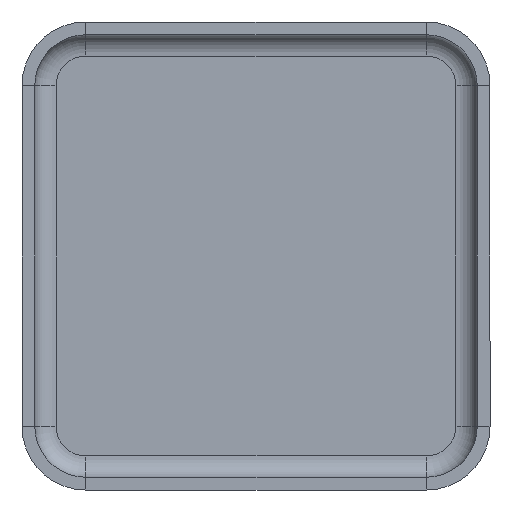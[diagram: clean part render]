
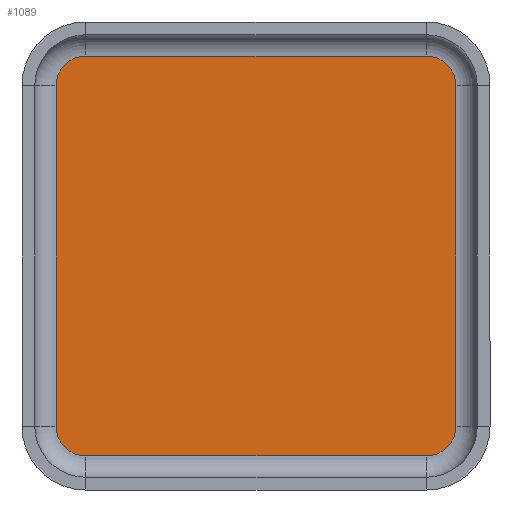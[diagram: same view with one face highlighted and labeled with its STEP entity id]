
A CAD part, front view. The second image highlights one B-rep face of the part: STEP entity #1089.
In plain terms, the highlighted planar face has unit normal (0, -1, 0).
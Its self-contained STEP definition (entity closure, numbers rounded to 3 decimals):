
#2 = CARTESIAN_POINT ( 'NONE',  ( -4.7, -0.3, -4. ) ) ;
#38 = CARTESIAN_POINT ( 'NONE',  ( 4.7, -0.3, -4. ) ) ;
#51 = EDGE_LOOP ( 'NONE', ( #1016, #310, #1100, #99, #686, #1113, #146, #568 ) ) ;
#63 = EDGE_CURVE ( 'NONE', #810, #1060, #503, .T. ) ;
#79 = DIRECTION ( 'NONE',  ( 0., 0., 1. ) ) ;
#80 = LINE ( 'NONE', #958, #434 ) ;
#83 = CARTESIAN_POINT ( 'NONE',  ( 4.7, -0.3, 4. ) ) ;
#95 = CARTESIAN_POINT ( 'NONE',  ( 4., -0.3, -4.7 ) ) ;
#99 = ORIENTED_EDGE ( 'NONE', *, *, #1106, .F. ) ;
#117 = AXIS2_PLACEMENT_3D ( 'NONE', #1176, #177, #79 ) ;
#134 = CARTESIAN_POINT ( 'NONE',  ( 4., -0.3, 4.7 ) ) ;
#135 = DIRECTION ( 'NONE',  ( 0., 0., 1. ) ) ;
#146 = ORIENTED_EDGE ( 'NONE', *, *, #63, .F. ) ;
#154 = CIRCLE ( 'NONE', #1117, 0.7 ) ;
#164 = CARTESIAN_POINT ( 'NONE',  ( -4.7, -0.3, -4. ) ) ;
#176 = CARTESIAN_POINT ( 'NONE',  ( 4., -0.3, 4. ) ) ;
#177 = DIRECTION ( 'NONE',  ( 0., 1., 0. ) ) ;
#186 = VERTEX_POINT ( 'NONE', #564 ) ;
#191 = CARTESIAN_POINT ( 'NONE',  ( -4., -0.3, 4.7 ) ) ;
#207 = EDGE_CURVE ( 'NONE', #186, #1020, #718, .T. ) ;
#237 = CARTESIAN_POINT ( 'NONE',  ( -4., -0.3, 4. ) ) ;
#310 = ORIENTED_EDGE ( 'NONE', *, *, #613, .F. ) ;
#343 = LINE ( 'NONE', #986, #446 ) ;
#348 = VERTEX_POINT ( 'NONE', #134 ) ;
#360 = VERTEX_POINT ( 'NONE', #505 ) ;
#381 = AXIS2_PLACEMENT_3D ( 'NONE', #176, #1077, #1081 ) ;
#404 = DIRECTION ( 'NONE',  ( -1., 0., 0. ) ) ;
#432 = VECTOR ( 'NONE', #457, 1000. ) ;
#434 = VECTOR ( 'NONE', #404, 1000. ) ;
#437 = PLANE ( 'NONE',  #381 ) ;
#441 = DIRECTION ( 'NONE',  ( 0., 1., 0. ) ) ;
#446 = VECTOR ( 'NONE', #509, 1000. ) ;
#452 = VERTEX_POINT ( 'NONE', #164 ) ;
#457 = DIRECTION ( 'NONE',  ( 1., 0., 0. ) ) ;
#503 = CIRCLE ( 'NONE', #935, 0.7 ) ;
#505 = CARTESIAN_POINT ( 'NONE',  ( -4., -0.3, -4.7 ) ) ;
#509 = DIRECTION ( 'NONE',  ( 0., 0., -1. ) ) ;
#538 = EDGE_CURVE ( 'NONE', #360, #452, #730, .T. ) ;
#544 = VECTOR ( 'NONE', #1171, 1000. ) ;
#549 = VERTEX_POINT ( 'NONE', #83 ) ;
#564 = CARTESIAN_POINT ( 'NONE',  ( -4.7, -0.3, 4. ) ) ;
#568 = ORIENTED_EDGE ( 'NONE', *, *, #1053, .F. ) ;
#613 = EDGE_CURVE ( 'NONE', #1020, #348, #928, .T. ) ;
#630 = DIRECTION ( 'NONE',  ( 0., 0., 1. ) ) ;
#634 = CARTESIAN_POINT ( 'NONE',  ( 4., -0.3, 4. ) ) ;
#673 = DIRECTION ( 'NONE',  ( 0., 1., 0. ) ) ;
#676 = AXIS2_PLACEMENT_3D ( 'NONE', #237, #869, #1047 ) ;
#686 = ORIENTED_EDGE ( 'NONE', *, *, #538, .F. ) ;
#718 = CIRCLE ( 'NONE', #676, 0.7 ) ;
#730 = CIRCLE ( 'NONE', #117, 0.7 ) ;
#810 = VERTEX_POINT ( 'NONE', #38 ) ;
#852 = CARTESIAN_POINT ( 'NONE',  ( 4., -0.3, -4. ) ) ;
#869 = DIRECTION ( 'NONE',  ( 0., 1., 0. ) ) ;
#894 = EDGE_CURVE ( 'NONE', #1060, #360, #80, .T. ) ;
#928 = LINE ( 'NONE', #191, #432 ) ;
#935 = AXIS2_PLACEMENT_3D ( 'NONE', #852, #673, #135 ) ;
#958 = CARTESIAN_POINT ( 'NONE',  ( 4., -0.3, -4.7 ) ) ;
#986 = CARTESIAN_POINT ( 'NONE',  ( 4.7, -0.3, 4. ) ) ;
#1015 = FACE_OUTER_BOUND ( 'NONE', #51, .T. ) ;
#1016 = ORIENTED_EDGE ( 'NONE', *, *, #1136, .F. ) ;
#1020 = VERTEX_POINT ( 'NONE', #1148 ) ;
#1043 = LINE ( 'NONE', #2, #544 ) ;
#1047 = DIRECTION ( 'NONE',  ( 0., 0., 1. ) ) ;
#1053 = EDGE_CURVE ( 'NONE', #549, #810, #343, .T. ) ;
#1060 = VERTEX_POINT ( 'NONE', #95 ) ;
#1077 = DIRECTION ( 'NONE',  ( 0., -1., 0. ) ) ;
#1081 = DIRECTION ( 'NONE',  ( 0., 0., -1. ) ) ;
#1089 = ADVANCED_FACE ( 'NONE', ( #1015 ), #437, .T. ) ;
#1100 = ORIENTED_EDGE ( 'NONE', *, *, #207, .F. ) ;
#1106 = EDGE_CURVE ( 'NONE', #452, #186, #1043, .T. ) ;
#1113 = ORIENTED_EDGE ( 'NONE', *, *, #894, .F. ) ;
#1117 = AXIS2_PLACEMENT_3D ( 'NONE', #634, #441, #630 ) ;
#1136 = EDGE_CURVE ( 'NONE', #348, #549, #154, .T. ) ;
#1148 = CARTESIAN_POINT ( 'NONE',  ( -4., -0.3, 4.7 ) ) ;
#1171 = DIRECTION ( 'NONE',  ( 0., 0., 1. ) ) ;
#1176 = CARTESIAN_POINT ( 'NONE',  ( -4., -0.3, -4. ) ) ;
